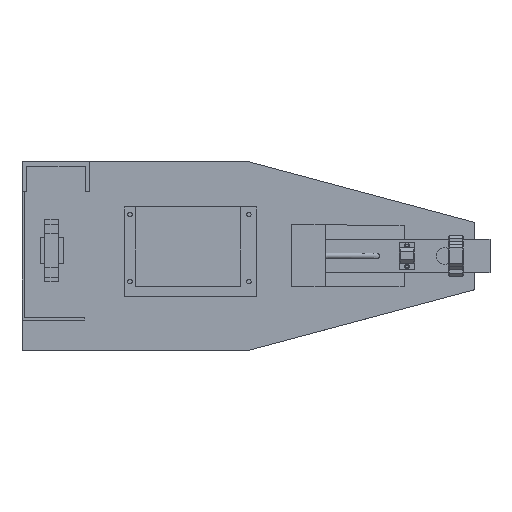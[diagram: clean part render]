
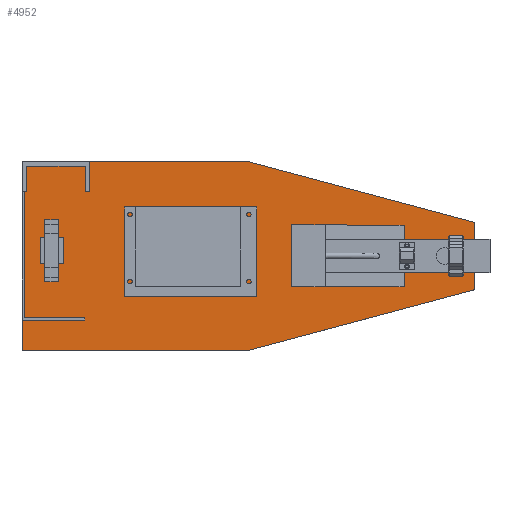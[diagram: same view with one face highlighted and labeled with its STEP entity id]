
A CAD part, top view. The second image highlights one B-rep face of the part: STEP entity #4952.
In plain terms, the highlighted planar face has unit normal (0, 0, 1).
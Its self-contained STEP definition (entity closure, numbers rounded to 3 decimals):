
#230=FACE_OUTER_BOUND('',#544,.T.);
#544=EDGE_LOOP('',(#3296,#3297,#3298,#3299,#3300,#3301));
#886=LINE('',#7108,#1507);
#890=LINE('',#7116,#1511);
#893=LINE('',#7122,#1514);
#896=LINE('',#7128,#1517);
#899=LINE('',#7134,#1520);
#902=LINE('',#7139,#1523);
#1507=VECTOR('',#5697,10.);
#1511=VECTOR('',#5703,10.);
#1514=VECTOR('',#5708,10.);
#1517=VECTOR('',#5713,10.);
#1520=VECTOR('',#5718,10.);
#1523=VECTOR('',#5723,10.);
#2128=VERTEX_POINT('',#7106);
#2129=VERTEX_POINT('',#7107);
#2132=VERTEX_POINT('',#7115);
#2134=VERTEX_POINT('',#7121);
#2136=VERTEX_POINT('',#7127);
#2138=VERTEX_POINT('',#7133);
#2570=EDGE_CURVE('',#2128,#2129,#886,.T.);
#2574=EDGE_CURVE('',#2132,#2128,#890,.T.);
#2577=EDGE_CURVE('',#2134,#2132,#893,.T.);
#2580=EDGE_CURVE('',#2136,#2134,#896,.T.);
#2583=EDGE_CURVE('',#2138,#2136,#899,.T.);
#2586=EDGE_CURVE('',#2138,#2129,#902,.T.);
#3296=ORIENTED_EDGE('',*,*,#2586,.T.);
#3297=ORIENTED_EDGE('',*,*,#2570,.F.);
#3298=ORIENTED_EDGE('',*,*,#2574,.F.);
#3299=ORIENTED_EDGE('',*,*,#2577,.F.);
#3300=ORIENTED_EDGE('',*,*,#2580,.F.);
#3301=ORIENTED_EDGE('',*,*,#2583,.F.);
#4682=PLANE('',#5305);
#4952=ADVANCED_FACE('',(#230),#4682,.T.);
#5305=AXIS2_PLACEMENT_3D('',#7141,#5725,#5726);
#5697=DIRECTION('',(0.,-1.,0.));
#5703=DIRECTION('',(0.966,-0.259,0.));
#5708=DIRECTION('',(1.,0.,0.));
#5713=DIRECTION('',(0.,1.,0.));
#5718=DIRECTION('',(-1.,0.,0.));
#5723=DIRECTION('',(0.966,0.259,0.));
#5725=DIRECTION('center_axis',(0.,0.,1.));
#5726=DIRECTION('ref_axis',(1.,0.,0.));
#7106=CARTESIAN_POINT('',(600.,-80.385,0.));
#7107=CARTESIAN_POINT('',(600.,-169.615,0.));
#7108=CARTESIAN_POINT('',(600.,0.,0.));
#7115=CARTESIAN_POINT('',(300.,0.,0.));
#7116=CARTESIAN_POINT('',(300.,0.,0.));
#7121=CARTESIAN_POINT('',(0.,0.,0.));
#7122=CARTESIAN_POINT('',(0.,0.,0.));
#7127=CARTESIAN_POINT('',(0.,-250.,0.));
#7128=CARTESIAN_POINT('',(0.,-250.,0.));
#7133=CARTESIAN_POINT('',(300.,-250.,0.));
#7134=CARTESIAN_POINT('',(600.,-250.,0.));
#7139=CARTESIAN_POINT('',(300.,-250.,0.));
#7141=CARTESIAN_POINT('Origin',(300.,-125.,0.));
